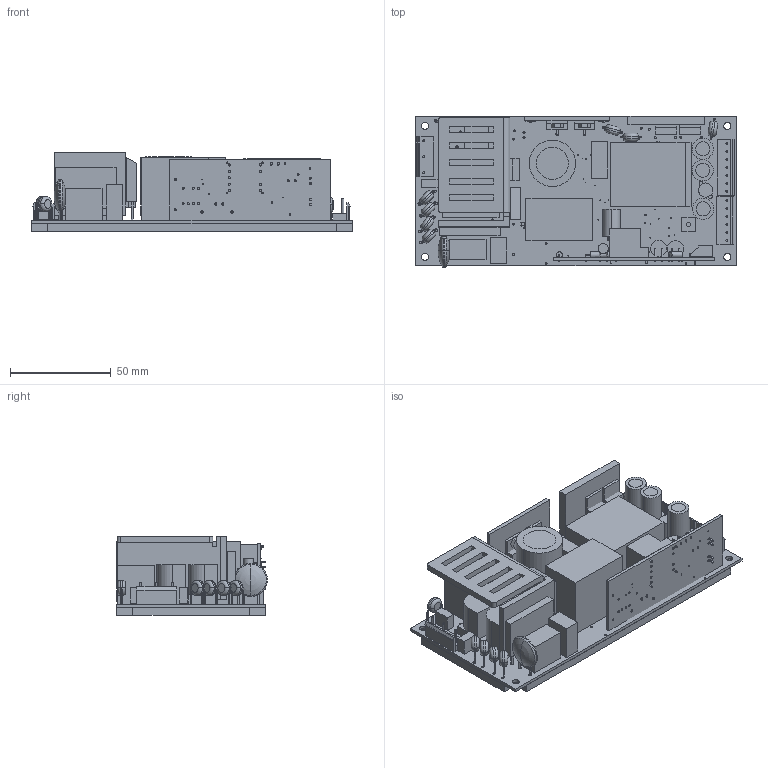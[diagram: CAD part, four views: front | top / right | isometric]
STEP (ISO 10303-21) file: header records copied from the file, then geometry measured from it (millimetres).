
FILE_DESCRIPTION((''),'2;1');
FILE_NAME('3D-UOHC3150-01-A_231123_-202408_ASM','2024-08-29T',('410022'),(''),'PRO/ENGINEER BY PARAMETRIC TECHNOLOGY CORPORATION, 2010280','PRO/ENGINEER BY PARAMETRIC TECHNOLOGY CORPORATION, 2010280','');
FILE_SCHEMA(('AUTOMOTIVE_DESIGN_CC2 { 1 2 10303 214 -1 1 5 2 }'));
Length unit declared in the file: millimetre
Products named in the file (261): BOARD-185; 1CY26930P_RGB13278208; CY7_ASM; CYLINDER-24139; 828022512_ASM; CYLINDER-24336; 828022896_ASM; CYLINDER-24528; 729193312_ASM; C3_ASM; 1TF0942AP; T1_ASM; EXTRUDED-25999; 828276312_ASM; EXTRUDED-26371; 828276176_ASM; EXTRUDED-26743; 828275904_ASM; EXTRUDED-27115; 828276040_ASM; D2_ASM; 1LC8350AP; L1_ASM; EXTRUDED-28624; 825432816_ASM; EXTRUDED-28996; 828276720_ASM; EXTRUDED-29368; 828276584_ASM; EXTRUDED-29818; 828276448_ASM; Q1_ASM; EXTRUDED-30268; USB_ASM; EXTRUDED-30796; 689650648_ASM; EXTRUDED-31168; 689652416_ASM; EXTRUDED-31540; 689652280_ASM ...
Assembly tree (358 placements, depth 7):
  3D-UOHC3150-01-A_231123_-202408_ASM
    PCB_ASM
      BOARD-185
      CY7_ASM
        1CY26930P_RGB13278208
      C3_ASM
        828022512_ASM  x2
          CYLINDER-24139
        828022896_ASM
          CYLINDER-24336
        729193312_ASM
          CYLINDER-24528
      T1_ASM
        1TF0942AP
      D2_ASM
        828276312_ASM
          EXTRUDED-25999
        828276176_ASM
          EXTRUDED-26371
        828275904_ASM  x2
          EXTRUDED-26743
        828276040_ASM  x2
          EXTRUDED-27115
      L1_ASM
        1LC8350AP
      Q1_ASM
        825432816_ASM
          EXTRUDED-28624
        828276720_ASM
          EXTRUDED-28996
        828276584_ASM  x3
          EXTRUDED-29368
        828276448_ASM  x2
          EXTRUDED-29818
      Q2_ASM
        USB_ASM
          EXTRUDED-30268
        689650648_ASM  x3
          EXTRUDED-30796
        689652416_ASM
          EXTRUDED-31168
        689652280_ASM
          EXTRUDED-31540
        689650784_ASM  x2
          EXTRUDED-31917
        689652144_ASM
          EXTRUDED-32299
        689651872_ASM
          EXTRUDED-32671
        689652008_ASM
          EXTRUDED-33043
      Q3_ASM
        USB_ASM
          EXTRUDED-30268
        689652008_ASM
          EXTRUDED-33043
        689651872_ASM
          EXTRUDED-32671
        689652144_ASM
          EXTRUDED-32299
Bounding box: 158.99 x 74.9 x 39.1 mm (x, y, z)
Volume: 199281.8 mm3; surface area: 116289.9 mm2
Topology: 203 solids, 208 shells, 1812 faces, 4606 edges, 3132 vertices
Faces by surface type: plane 907, cylinder 785, sphere 52, torus 36, revolution 32
Entity records: 56375 total; most frequent: DIRECTION 9116, CARTESIAN_POINT 7773, ORIENTED_EDGE 6340, AXIS2_PLACEMENT_3D 3810, EDGE_CURVE 3179, PRESENTATION_STYLE_ASSIGNMENT 2879, STYLED_ITEM 2879, CURVE_STYLE 2776
